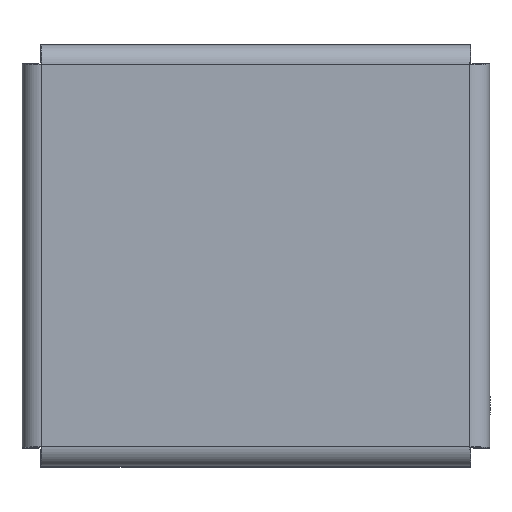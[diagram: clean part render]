
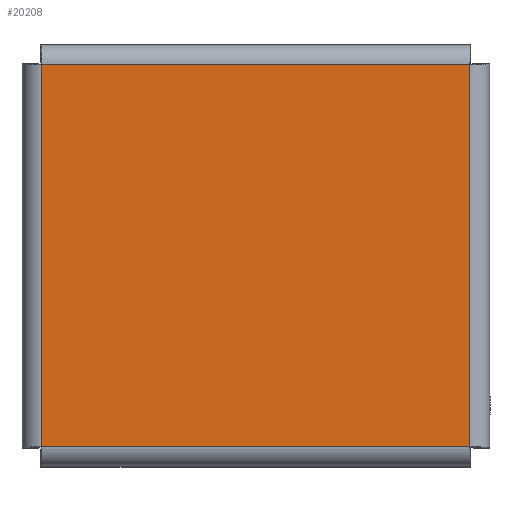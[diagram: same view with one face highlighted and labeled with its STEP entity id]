
A CAD part, top view. The second image highlights one B-rep face of the part: STEP entity #20208.
In plain terms, the highlighted planar face has unit normal (0, 0, 1).
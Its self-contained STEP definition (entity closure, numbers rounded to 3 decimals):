
#543 = DIRECTION ( 'NONE',  ( 0., 1., 0. ) ) ;
#593 = VECTOR ( 'NONE', #14335, 1000. ) ;
#1285 = ORIENTED_EDGE ( 'NONE', *, *, #3282, .T. ) ;
#1448 = CARTESIAN_POINT ( 'NONE',  ( -6.5, -5.8, 0. ) ) ;
#2534 = EDGE_CURVE ( 'NONE', #16938, #14263, #14544, .T. ) ;
#2727 = VERTEX_POINT ( 'NONE', #1448 ) ;
#3282 = EDGE_CURVE ( 'NONE', #5481, #16938, #14550, .T. ) ;
#4136 = CARTESIAN_POINT ( 'NONE',  ( 6.5, 5.8, 0. ) ) ;
#4188 = EDGE_CURVE ( 'NONE', #2727, #5481, #11470, .T. ) ;
#5481 = VERTEX_POINT ( 'NONE', #5842 ) ;
#5842 = CARTESIAN_POINT ( 'NONE',  ( 6.5, -5.8, 0. ) ) ;
#6681 = LINE ( 'NONE', #12904, #593 ) ;
#8302 = DIRECTION ( 'NONE',  ( -1., 0., 0. ) ) ;
#8897 = PLANE ( 'NONE',  #10783 ) ;
#9725 = CARTESIAN_POINT ( 'NONE',  ( 6.529, 5.8, 0. ) ) ;
#10783 = AXIS2_PLACEMENT_3D ( 'NONE', #15560, #14010, #11133 ) ;
#10985 = ORIENTED_EDGE ( 'NONE', *, *, #19321, .T. ) ;
#11133 = DIRECTION ( 'NONE',  ( 1., 0., 0. ) ) ;
#11470 = LINE ( 'NONE', #17332, #11968 ) ;
#11968 = VECTOR ( 'NONE', #19254, 1000. ) ;
#12740 = ORIENTED_EDGE ( 'NONE', *, *, #2534, .T. ) ;
#12757 = EDGE_LOOP ( 'NONE', ( #19304, #1285, #12740, #10985 ) ) ;
#12904 = CARTESIAN_POINT ( 'NONE',  ( -6.5, 5.829, 0. ) ) ;
#13347 = VECTOR ( 'NONE', #8302, 1000. ) ;
#13948 = CARTESIAN_POINT ( 'NONE',  ( -6.5, 5.8, 0. ) ) ;
#14010 = DIRECTION ( 'NONE',  ( 0., 0., 1. ) ) ;
#14263 = VERTEX_POINT ( 'NONE', #13948 ) ;
#14335 = DIRECTION ( 'NONE',  ( 0., -1., 0. ) ) ;
#14533 = VECTOR ( 'NONE', #543, 1000. ) ;
#14544 = LINE ( 'NONE', #9725, #13347 ) ;
#14550 = LINE ( 'NONE', #17733, #14533 ) ;
#15169 = FACE_OUTER_BOUND ( 'NONE', #12757, .T. ) ;
#15560 = CARTESIAN_POINT ( 'NONE',  ( 0., 0., 0. ) ) ;
#16938 = VERTEX_POINT ( 'NONE', #4136 ) ;
#17332 = CARTESIAN_POINT ( 'NONE',  ( -6.529, -5.8, 0. ) ) ;
#17733 = CARTESIAN_POINT ( 'NONE',  ( 6.5, -5.829, 0. ) ) ;
#19254 = DIRECTION ( 'NONE',  ( 1., 0., 0. ) ) ;
#19304 = ORIENTED_EDGE ( 'NONE', *, *, #4188, .T. ) ;
#19321 = EDGE_CURVE ( 'NONE', #14263, #2727, #6681, .T. ) ;
#20208 = ADVANCED_FACE ( 'NONE', ( #15169 ), #8897, .T. ) ;
